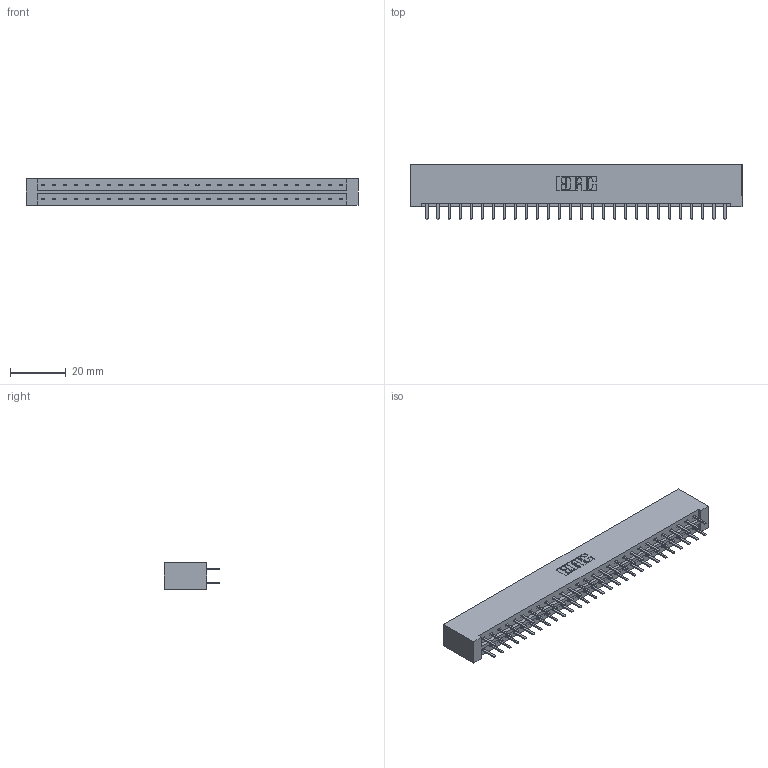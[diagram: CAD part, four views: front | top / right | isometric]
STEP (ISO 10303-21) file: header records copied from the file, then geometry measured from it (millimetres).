
FILE_DESCRIPTION (( 'STEP AP203' ), '1' );
FILE_NAME ('333-056-520-201.STEP', '2018-08-04T04:30:11', ( '' ), ( '' ), 'SwSTEP 2.0', 'SolidWorks 2016', '' );
FILE_SCHEMA (( 'CONFIG_CONTROL_DESIGN' ));
Length unit declared in the file: inch
Products named in the file (3): 333 Part_Lugless; 345-292-001_345-293-120; 333-056-520-201
Assembly tree (57 placements, depth 2):
  333-056-520-201
    333 Part_Lugless
    345-292-001_345-293-120  x56
Bounding box: 119.2 x 20.02 x 9.4 mm (x, y, z)
Volume: 12646.5 mm3; surface area: 14760.1 mm2
Topology: 57 solids, 57 shells, 3242 faces, 9415 edges, 6126 vertices
Faces by surface type: plane 2194, cylinder 1048
Entity records: 19661 total; most frequent: CARTESIAN_POINT 3286, ORIENTED_EDGE 3210, DIRECTION 2813, EDGE_CURVE 1605, VECTOR 1481, LINE 1481, VERTEX_POINT 1066, AXIS2_PLACEMENT_3D 666
